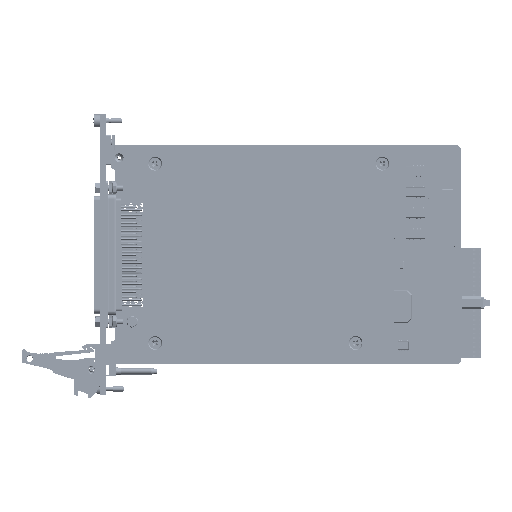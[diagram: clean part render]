
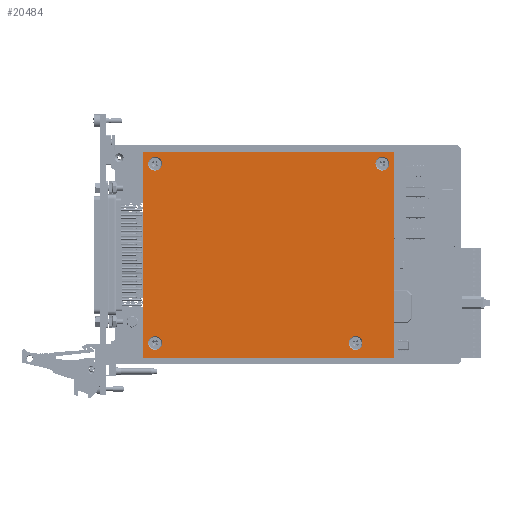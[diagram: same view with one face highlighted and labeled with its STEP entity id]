
A CAD part, top view. The second image highlights one B-rep face of the part: STEP entity #20484.
In plain terms, the highlighted planar face has unit normal (0, 0, 1).
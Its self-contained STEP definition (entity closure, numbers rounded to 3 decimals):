
#20484 = ADVANCED_FACE ( 'NONE', ( #75873, #75889, #75877, #75870, #75881 ), #58440, .T. ) ;
#22867 = VERTEX_POINT ( 'NONE', #134166 ) ;
#22875 = VERTEX_POINT ( 'NONE', #134171 ) ;
#22886 = VERTEX_POINT ( 'NONE', #134175 ) ;
#22890 = VERTEX_POINT ( 'NONE', #134176 ) ;
#26363 = CARTESIAN_POINT ( 'NONE',  ( -88.663, 31.265, 22.305 ) ) ;
#47847 = AXIS2_PLACEMENT_3D ( 'NONE', #58466, #58468, #58471 ) ;
#51288 = CARTESIAN_POINT ( 'NONE',  ( 26.337, -62.735, 22.305 ) ) ;
#58440 = PLANE ( 'NONE',  #47847 ) ;
#58466 = CARTESIAN_POINT ( 'NONE',  ( 31.01, -68.171, 22.305 ) ) ;
#58468 = DIRECTION ( 'NONE',  ( 0., 0., 1. ) ) ;
#58471 = DIRECTION ( 'NONE',  ( 1., 0., 0. ) ) ;
#75870 = FACE_BOUND ( 'NONE', #160661, .T. ) ;
#75873 = FACE_BOUND ( 'NONE', #160841, .T. ) ;
#75877 = FACE_BOUND ( 'NONE', #160899, .T. ) ;
#75881 = FACE_OUTER_BOUND ( 'NONE', #161156, .T. ) ;
#75889 = FACE_BOUND ( 'NONE', #160927, .T. ) ;
#134166 = CARTESIAN_POINT ( 'NONE',  ( 11.931, -56.083, 22.305 ) ) ;
#134171 = CARTESIAN_POINT ( 'NONE',  ( 24.153, 25.908, 22.305 ) ) ;
#134175 = CARTESIAN_POINT ( 'NONE',  ( -79.763, -56.083, 22.305 ) ) ;
#134176 = CARTESIAN_POINT ( 'NONE',  ( -79.763, 25.908, 22.305 ) ) ;
#148106 = ORIENTED_EDGE ( 'NONE', *, *, #283721, .F. ) ;
#148111 = ORIENTED_EDGE ( 'NONE', *, *, #283716, .F. ) ;
#148116 = ORIENTED_EDGE ( 'NONE', *, *, #283690, .F. ) ;
#148121 = ORIENTED_EDGE ( 'NONE', *, *, #283706, .F. ) ;
#148125 = ORIENTED_EDGE ( 'NONE', *, *, #283699, .F. ) ;
#148131 = ORIENTED_EDGE ( 'NONE', *, *, #283726, .F. ) ;
#148135 = ORIENTED_EDGE ( 'NONE', *, *, #283682, .F. ) ;
#148140 = ORIENTED_EDGE ( 'NONE', *, *, #283688, .F. ) ;
#160661 = EDGE_LOOP ( 'NONE', ( #148121 ) ) ;
#160841 = EDGE_LOOP ( 'NONE', ( #148106 ) ) ;
#160899 = EDGE_LOOP ( 'NONE', ( #148116 ) ) ;
#160927 = EDGE_LOOP ( 'NONE', ( #148111 ) ) ;
#161156 = EDGE_LOOP ( 'NONE', ( #148125, #148131, #148135, #148140 ) ) ;
#163032 = AXIS2_PLACEMENT_3D ( 'NONE', #301777, #301778, #301779 ) ;
#163051 = AXIS2_PLACEMENT_3D ( 'NONE', #301812, #301813, #301814 ) ;
#163063 = AXIS2_PLACEMENT_3D ( 'NONE', #301827, #301828, #301829 ) ;
#163067 = AXIS2_PLACEMENT_3D ( 'NONE', #301833, #301834, #301835 ) ;
#169171 = CARTESIAN_POINT ( 'NONE',  ( -88.663, -62.735, 22.305 ) ) ;
#169905 = CARTESIAN_POINT ( 'NONE',  ( 26.337, 31.265, 22.305 ) ) ;
#283682 = EDGE_CURVE ( 'NONE', #310866, #310538, #305098, .T. ) ;
#283688 = EDGE_CURVE ( 'NONE', #310472, #310866, #305119, .T. ) ;
#283690 = EDGE_CURVE ( 'NONE', #22867, #22867, #305116, .T. ) ;
#283699 = EDGE_CURVE ( 'NONE', #310910, #310472, #305110, .T. ) ;
#283706 = EDGE_CURVE ( 'NONE', #22875, #22875, #305167, .T. ) ;
#283716 = EDGE_CURVE ( 'NONE', #22886, #22886, #305157, .T. ) ;
#283721 = EDGE_CURVE ( 'NONE', #22890, #22890, #305164, .T. ) ;
#283726 = EDGE_CURVE ( 'NONE', #310538, #310910, #305194, .T. ) ;
#301748 = DIRECTION ( 'NONE',  ( 0., 1., 0. ) ) ;
#301750 = CARTESIAN_POINT ( 'NONE',  ( -88.663, 31.265, 22.305 ) ) ;
#301766 = CARTESIAN_POINT ( 'NONE',  ( -88.663, -62.735, 22.305 ) ) ;
#301774 = DIRECTION ( 'NONE',  ( -1., 0., 0. ) ) ;
#301777 = CARTESIAN_POINT ( 'NONE',  ( 8.781, -56.083, 22.305 ) ) ;
#301778 = DIRECTION ( 'NONE',  ( 0., 0., 1. ) ) ;
#301779 = DIRECTION ( 'NONE',  ( 1., 0., 0. ) ) ;
#301789 = DIRECTION ( 'NONE',  ( 0., -1., 0. ) ) ;
#301792 = CARTESIAN_POINT ( 'NONE',  ( 26.337, -62.735, 22.305 ) ) ;
#301812 = CARTESIAN_POINT ( 'NONE',  ( 21.003, 25.908, 22.305 ) ) ;
#301813 = DIRECTION ( 'NONE',  ( 0., 0., 1. ) ) ;
#301814 = DIRECTION ( 'NONE',  ( 1., 0., 0. ) ) ;
#301827 = CARTESIAN_POINT ( 'NONE',  ( -82.913, -56.083, 22.305 ) ) ;
#301828 = DIRECTION ( 'NONE',  ( 0., 0., 1. ) ) ;
#301829 = DIRECTION ( 'NONE',  ( 1., 0., 0. ) ) ;
#301832 = CARTESIAN_POINT ( 'NONE',  ( 26.337, 31.265, 22.305 ) ) ;
#301833 = CARTESIAN_POINT ( 'NONE',  ( -82.913, 25.908, 22.305 ) ) ;
#301834 = DIRECTION ( 'NONE',  ( 0., 0., 1. ) ) ;
#301835 = DIRECTION ( 'NONE',  ( 1., 0., 0. ) ) ;
#301841 = DIRECTION ( 'NONE',  ( 1., 0., 0. ) ) ;
#305098 = LINE ( 'NONE', #301750, #305107 ) ;
#305107 = VECTOR ( 'NONE', #301748, 1000. ) ;
#305110 = LINE ( 'NONE', #301792, #305149 ) ;
#305116 = CIRCLE ( 'NONE', #163032, 3.15 ) ;
#305119 = LINE ( 'NONE', #301766, #305122 ) ;
#305122 = VECTOR ( 'NONE', #301774, 1000. ) ;
#305149 = VECTOR ( 'NONE', #301789, 1000. ) ;
#305157 = CIRCLE ( 'NONE', #163063, 3.15 ) ;
#305164 = CIRCLE ( 'NONE', #163067, 3.15 ) ;
#305167 = CIRCLE ( 'NONE', #163051, 3.15 ) ;
#305194 = LINE ( 'NONE', #301832, #305203 ) ;
#305203 = VECTOR ( 'NONE', #301841, 1000. ) ;
#310472 = VERTEX_POINT ( 'NONE', #51288 ) ;
#310538 = VERTEX_POINT ( 'NONE', #26363 ) ;
#310866 = VERTEX_POINT ( 'NONE', #169171 ) ;
#310910 = VERTEX_POINT ( 'NONE', #169905 ) ;
